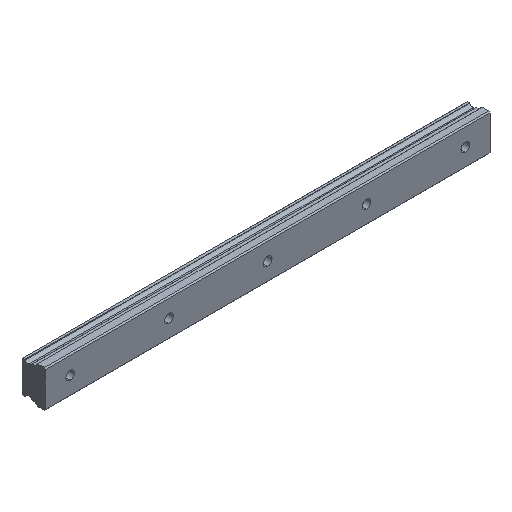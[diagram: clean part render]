
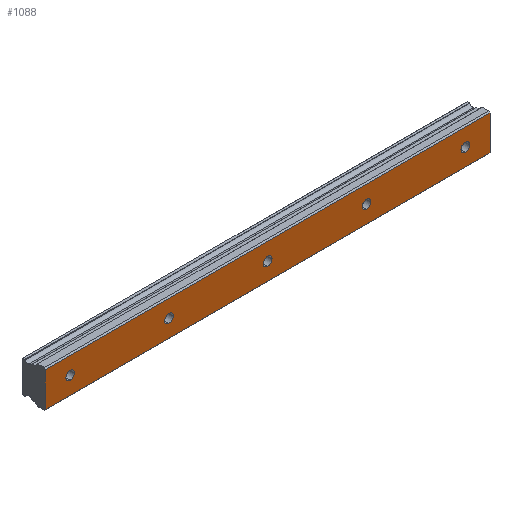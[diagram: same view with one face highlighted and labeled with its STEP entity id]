
A CAD part, isometric view. The second image highlights one B-rep face of the part: STEP entity #1088.
In plain terms, the highlighted planar face has unit normal (0, -1, 0).
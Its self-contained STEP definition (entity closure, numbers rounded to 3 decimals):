
#14 = DIRECTION ( 'NONE',  ( 0., 0., 1. ) ) ;
#30 = CARTESIAN_POINT ( 'NONE',  ( -10., 0., -7. ) ) ;
#50 = EDGE_CURVE ( 'NONE', #1235, #898, #176, .T. ) ;
#51 = DIRECTION ( 'NONE',  ( 0., -1., 0. ) ) ;
#52 = CARTESIAN_POINT ( 'NONE',  ( 170., 0., 7. ) ) ;
#53 = EDGE_LOOP ( 'NONE', ( #1388, #1542, #150, #553 ) ) ;
#63 = VERTEX_POINT ( 'NONE', #1491 ) ;
#78 = CARTESIAN_POINT ( 'NONE',  ( 170., 0., -7. ) ) ;
#80 = ORIENTED_EDGE ( 'NONE', *, *, #450, .F. ) ;
#91 = EDGE_CURVE ( 'NONE', #787, #739, #422, .T. ) ;
#101 = DIRECTION ( 'NONE',  ( 0., -1., 0. ) ) ;
#124 = EDGE_CURVE ( 'NONE', #1173, #196, #865, .T. ) ;
#132 = EDGE_CURVE ( 'NONE', #739, #520, #601, .T. ) ;
#150 = ORIENTED_EDGE ( 'NONE', *, *, #331, .F. ) ;
#153 = FACE_BOUND ( 'NONE', #1402, .T. ) ;
#176 = CIRCLE ( 'NONE', #1350, 1.75 ) ;
#181 = DIRECTION ( 'NONE',  ( 0., 0., 1. ) ) ;
#189 = ORIENTED_EDGE ( 'NONE', *, *, #124, .F. ) ;
#196 = VERTEX_POINT ( 'NONE', #823 ) ;
#214 = DIRECTION ( 'NONE',  ( 0., 0., 1. ) ) ;
#219 = DIRECTION ( 'NONE',  ( 0., 0., 1. ) ) ;
#225 = CARTESIAN_POINT ( 'NONE',  ( 80., 0., 0. ) ) ;
#230 = DIRECTION ( 'NONE',  ( 0., 0., 1. ) ) ;
#233 = EDGE_CURVE ( 'NONE', #523, #1157, #441, .T. ) ;
#264 = PLANE ( 'NONE',  #1479 ) ;
#270 = DIRECTION ( 'NONE',  ( 0., 0., -1. ) ) ;
#278 = CARTESIAN_POINT ( 'NONE',  ( 40., 0., 1.75 ) ) ;
#285 = DIRECTION ( 'NONE',  ( 0., -1., 0. ) ) ;
#309 = ORIENTED_EDGE ( 'NONE', *, *, #50, .F. ) ;
#331 = EDGE_CURVE ( 'NONE', #751, #787, #607, .T. ) ;
#339 = CARTESIAN_POINT ( 'NONE',  ( 40., 0., 0. ) ) ;
#375 = AXIS2_PLACEMENT_3D ( 'NONE', #225, #961, #214 ) ;
#379 = DIRECTION ( 'NONE',  ( 0., 0., 1. ) ) ;
#395 = ORIENTED_EDGE ( 'NONE', *, *, #452, .F. ) ;
#404 = CIRCLE ( 'NONE', #892, 1.75 ) ;
#422 = LINE ( 'NONE', #913, #858 ) ;
#428 = EDGE_CURVE ( 'NONE', #520, #751, #455, .T. ) ;
#441 = CIRCLE ( 'NONE', #723, 1.75 ) ;
#450 = EDGE_CURVE ( 'NONE', #996, #804, #404, .T. ) ;
#452 = EDGE_CURVE ( 'NONE', #804, #996, #1310, .T. ) ;
#455 = LINE ( 'NONE', #944, #1387 ) ;
#482 = DIRECTION ( 'NONE',  ( 1., 0., 0. ) ) ;
#491 = DIRECTION ( 'NONE',  ( 0., -1., 0. ) ) ;
#499 = CIRCLE ( 'NONE', #1193, 1.75 ) ;
#507 = DIRECTION ( 'NONE',  ( 0., 1., 0. ) ) ;
#519 = FACE_BOUND ( 'NONE', #854, .T. ) ;
#520 = VERTEX_POINT ( 'NONE', #30 ) ;
#523 = VERTEX_POINT ( 'NONE', #844 ) ;
#528 = FACE_BOUND ( 'NONE', #1026, .T. ) ;
#536 = FACE_BOUND ( 'NONE', #575, .T. ) ;
#538 = ORIENTED_EDGE ( 'NONE', *, *, #233, .F. ) ;
#539 = DIRECTION ( 'NONE',  ( 0., -1., 0. ) ) ;
#541 = ORIENTED_EDGE ( 'NONE', *, *, #965, .F. ) ;
#553 = ORIENTED_EDGE ( 'NONE', *, *, #428, .F. ) ;
#569 = CARTESIAN_POINT ( 'NONE',  ( 0., 0., -1.75 ) ) ;
#572 = CARTESIAN_POINT ( 'NONE',  ( 170., 0., -7. ) ) ;
#575 = EDGE_LOOP ( 'NONE', ( #1270, #761 ) ) ;
#586 = DIRECTION ( 'NONE',  ( 0., -1., 0. ) ) ;
#591 = CARTESIAN_POINT ( 'NONE',  ( 160., 0., -1.75 ) ) ;
#600 = DIRECTION ( 'NONE',  ( 0., -1., 0. ) ) ;
#601 = LINE ( 'NONE', #572, #1335 ) ;
#607 = LINE ( 'NONE', #737, #1289 ) ;
#612 = AXIS2_PLACEMENT_3D ( 'NONE', #821, #600, #1573 ) ;
#646 = CARTESIAN_POINT ( 'NONE',  ( 120., 0., 0. ) ) ;
#654 = CARTESIAN_POINT ( 'NONE',  ( -10., 0., 7. ) ) ;
#723 = AXIS2_PLACEMENT_3D ( 'NONE', #946, #586, #1440 ) ;
#737 = CARTESIAN_POINT ( 'NONE',  ( 170., 0., 7. ) ) ;
#739 = VERTEX_POINT ( 'NONE', #78 ) ;
#749 = DIRECTION ( 'NONE',  ( 0., -1., 0. ) ) ;
#751 = VERTEX_POINT ( 'NONE', #654 ) ;
#761 = ORIENTED_EDGE ( 'NONE', *, *, #1051, .F. ) ;
#787 = VERTEX_POINT ( 'NONE', #52 ) ;
#804 = VERTEX_POINT ( 'NONE', #1545 ) ;
#821 = CARTESIAN_POINT ( 'NONE',  ( 40., 0., 0. ) ) ;
#823 = CARTESIAN_POINT ( 'NONE',  ( 80., 0., -1.75 ) ) ;
#825 = CARTESIAN_POINT ( 'NONE',  ( 120., 0., -1.75 ) ) ;
#831 = DIRECTION ( 'NONE',  ( 0., -1., 0. ) ) ;
#844 = CARTESIAN_POINT ( 'NONE',  ( 0., 0., 1.75 ) ) ;
#854 = EDGE_LOOP ( 'NONE', ( #1498, #309 ) ) ;
#858 = VECTOR ( 'NONE', #270, 1000. ) ;
#862 = CARTESIAN_POINT ( 'NONE',  ( 160., 0., 0. ) ) ;
#865 = CIRCLE ( 'NONE', #375, 1.75 ) ;
#892 = AXIS2_PLACEMENT_3D ( 'NONE', #339, #831, #230 ) ;
#893 = VERTEX_POINT ( 'NONE', #591 ) ;
#896 = FACE_BOUND ( 'NONE', #1293, .T. ) ;
#898 = VERTEX_POINT ( 'NONE', #1323 ) ;
#901 = EDGE_CURVE ( 'NONE', #63, #893, #1127, .T. ) ;
#913 = CARTESIAN_POINT ( 'NONE',  ( 170., 0., 7. ) ) ;
#944 = CARTESIAN_POINT ( 'NONE',  ( -10., 0., 7. ) ) ;
#946 = CARTESIAN_POINT ( 'NONE',  ( 0., 0., 0. ) ) ;
#961 = DIRECTION ( 'NONE',  ( 0., -1., 0. ) ) ;
#965 = EDGE_CURVE ( 'NONE', #196, #1173, #499, .T. ) ;
#974 = CARTESIAN_POINT ( 'NONE',  ( 80., 0., 0. ) ) ;
#996 = VERTEX_POINT ( 'NONE', #278 ) ;
#1009 = FACE_OUTER_BOUND ( 'NONE', #53, .T. ) ;
#1019 = DIRECTION ( 'NONE',  ( 0., 0., 1. ) ) ;
#1026 = EDGE_LOOP ( 'NONE', ( #189, #541 ) ) ;
#1049 = AXIS2_PLACEMENT_3D ( 'NONE', #862, #51, #14 ) ;
#1051 = EDGE_CURVE ( 'NONE', #893, #63, #1171, .T. ) ;
#1059 = AXIS2_PLACEMENT_3D ( 'NONE', #1342, #491, #1336 ) ;
#1088 = ADVANCED_FACE ( 'NONE', ( #1009, #153, #536, #519, #528, #896 ), #264, .F. ) ;
#1127 = CIRCLE ( 'NONE', #1059, 1.75 ) ;
#1157 = VERTEX_POINT ( 'NONE', #569 ) ;
#1166 = AXIS2_PLACEMENT_3D ( 'NONE', #1288, #539, #1279 ) ;
#1171 = CIRCLE ( 'NONE', #1049, 1.75 ) ;
#1173 = VERTEX_POINT ( 'NONE', #1409 ) ;
#1193 = AXIS2_PLACEMENT_3D ( 'NONE', #974, #101, #1475 ) ;
#1235 = VERTEX_POINT ( 'NONE', #825 ) ;
#1270 = ORIENTED_EDGE ( 'NONE', *, *, #901, .F. ) ;
#1272 = ORIENTED_EDGE ( 'NONE', *, *, #1470, .F. ) ;
#1274 = CARTESIAN_POINT ( 'NONE',  ( 120., 0., 0. ) ) ;
#1279 = DIRECTION ( 'NONE',  ( 0., 0., 1. ) ) ;
#1288 = CARTESIAN_POINT ( 'NONE',  ( 0., 0., 0. ) ) ;
#1289 = VECTOR ( 'NONE', #482, 1000. ) ;
#1293 = EDGE_LOOP ( 'NONE', ( #80, #395 ) ) ;
#1310 = CIRCLE ( 'NONE', #612, 1.75 ) ;
#1323 = CARTESIAN_POINT ( 'NONE',  ( 120., 0., 1.75 ) ) ;
#1335 = VECTOR ( 'NONE', #1447, 1000. ) ;
#1336 = DIRECTION ( 'NONE',  ( 0., 0., 1. ) ) ;
#1342 = CARTESIAN_POINT ( 'NONE',  ( 160., 0., 0. ) ) ;
#1347 = CIRCLE ( 'NONE', #1473, 1.75 ) ;
#1350 = AXIS2_PLACEMENT_3D ( 'NONE', #1274, #285, #181 ) ;
#1358 = CARTESIAN_POINT ( 'NONE',  ( 170., 0., 7. ) ) ;
#1384 = EDGE_CURVE ( 'NONE', #898, #1235, #1347, .T. ) ;
#1387 = VECTOR ( 'NONE', #219, 1000. ) ;
#1388 = ORIENTED_EDGE ( 'NONE', *, *, #132, .F. ) ;
#1402 = EDGE_LOOP ( 'NONE', ( #538, #1272 ) ) ;
#1409 = CARTESIAN_POINT ( 'NONE',  ( 80., 0., 1.75 ) ) ;
#1440 = DIRECTION ( 'NONE',  ( 0., 0., 1. ) ) ;
#1447 = DIRECTION ( 'NONE',  ( -1., 0., 0. ) ) ;
#1470 = EDGE_CURVE ( 'NONE', #1157, #523, #1556, .T. ) ;
#1473 = AXIS2_PLACEMENT_3D ( 'NONE', #646, #749, #379 ) ;
#1475 = DIRECTION ( 'NONE',  ( 0., 0., 1. ) ) ;
#1479 = AXIS2_PLACEMENT_3D ( 'NONE', #1358, #507, #1019 ) ;
#1491 = CARTESIAN_POINT ( 'NONE',  ( 160., 0., 1.75 ) ) ;
#1498 = ORIENTED_EDGE ( 'NONE', *, *, #1384, .F. ) ;
#1542 = ORIENTED_EDGE ( 'NONE', *, *, #91, .F. ) ;
#1545 = CARTESIAN_POINT ( 'NONE',  ( 40., 0., -1.75 ) ) ;
#1556 = CIRCLE ( 'NONE', #1166, 1.75 ) ;
#1573 = DIRECTION ( 'NONE',  ( 0., 0., 1. ) ) ;
